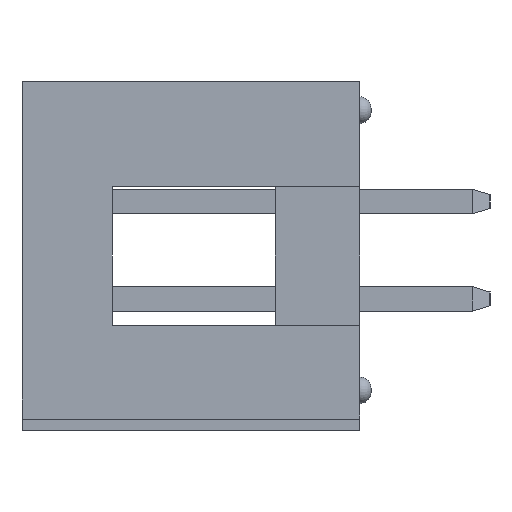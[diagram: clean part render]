
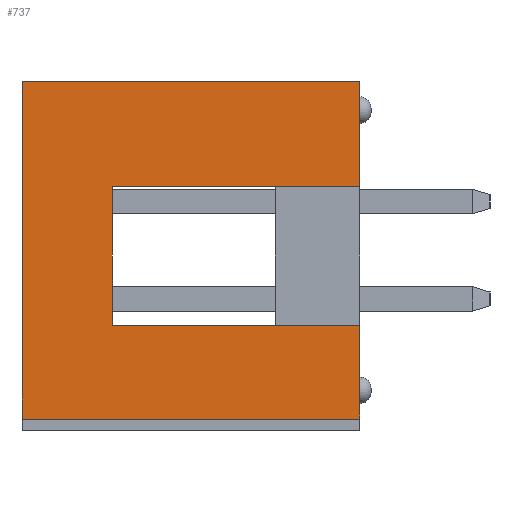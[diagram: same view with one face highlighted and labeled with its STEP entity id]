
A CAD part, left-side view. The second image highlights one B-rep face of the part: STEP entity #737.
In plain terms, the highlighted planar face has unit normal (-1, 0, 0).
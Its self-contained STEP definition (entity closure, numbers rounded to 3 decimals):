
#213 = LINE ( 'NONE', #5709, #8260 ) ;
#224 = DIRECTION ( 'NONE',  ( 0., 1., 0. ) ) ;
#534 = VECTOR ( 'NONE', #657, 1000. ) ;
#657 = DIRECTION ( 'NONE',  ( 0., -1., 0. ) ) ;
#737 = ADVANCED_FACE ( 'NONE', ( #12181 ), #920, .F. ) ;
#920 = PLANE ( 'NONE',  #7252 ) ;
#953 = CARTESIAN_POINT ( 'NONE',  ( -16.5, 0.3, -4.25 ) ) ;
#1198 = DIRECTION ( 'NONE',  ( 0., 0., -1. ) ) ;
#1355 = CARTESIAN_POINT ( 'NONE',  ( -16.5, 0.3, 1.8 ) ) ;
#1532 = ORIENTED_EDGE ( 'NONE', *, *, #5661, .F. ) ;
#1646 = ORIENTED_EDGE ( 'NONE', *, *, #11736, .F. ) ;
#1695 = EDGE_CURVE ( 'NONE', #10301, #4674, #5696, .T. ) ;
#2006 = DIRECTION ( 'NONE',  ( 0., -1., 0. ) ) ;
#2255 = EDGE_CURVE ( 'NONE', #11790, #6105, #4710, .T. ) ;
#2294 = VECTOR ( 'NONE', #4327, 1000. ) ;
#2858 = EDGE_CURVE ( 'NONE', #5252, #11790, #11436, .T. ) ;
#2887 = CARTESIAN_POINT ( 'NONE',  ( -16.5, 0.3, -4.25 ) ) ;
#3096 = EDGE_LOOP ( 'NONE', ( #9038, #9106, #9517, #8708, #1532, #10897, #9102, #1646 ) ) ;
#3257 = LINE ( 'NONE', #5939, #3725 ) ;
#3354 = LINE ( 'NONE', #11834, #534 ) ;
#3678 = DIRECTION ( 'NONE',  ( 1., 0., 0. ) ) ;
#3725 = VECTOR ( 'NONE', #1198, 1000. ) ;
#3764 = VERTEX_POINT ( 'NONE', #10929 ) ;
#4327 = DIRECTION ( 'NONE',  ( 0., 0., 1. ) ) ;
#4674 = VERTEX_POINT ( 'NONE', #5381 ) ;
#4710 = LINE ( 'NONE', #8502, #7866 ) ;
#4924 = VECTOR ( 'NONE', #7860, 1000. ) ;
#5106 = VECTOR ( 'NONE', #2006, 1000. ) ;
#5252 = VERTEX_POINT ( 'NONE', #8763 ) ;
#5381 = CARTESIAN_POINT ( 'NONE',  ( -16.5, 0.3, 4.55 ) ) ;
#5661 = EDGE_CURVE ( 'NONE', #5252, #3764, #213, .T. ) ;
#5696 = LINE ( 'NONE', #953, #2294 ) ;
#5709 = CARTESIAN_POINT ( 'NONE',  ( -16.5, 9.1, -4.25 ) ) ;
#5939 = CARTESIAN_POINT ( 'NONE',  ( -16.5, 6.75, 1.8 ) ) ;
#6058 = EDGE_CURVE ( 'NONE', #9273, #9756, #3257, .T. ) ;
#6105 = VERTEX_POINT ( 'NONE', #7191 ) ;
#6342 = DIRECTION ( 'NONE',  ( 0., 0., 1. ) ) ;
#6925 = VECTOR ( 'NONE', #224, 1000. ) ;
#7191 = CARTESIAN_POINT ( 'NONE',  ( -16.5, 0.3, -1.8 ) ) ;
#7252 = AXIS2_PLACEMENT_3D ( 'NONE', #9404, #3678, #7482 ) ;
#7482 = DIRECTION ( 'NONE',  ( 0., 0., -1. ) ) ;
#7717 = LINE ( 'NONE', #1355, #6925 ) ;
#7860 = DIRECTION ( 'NONE',  ( 0., -1., 0. ) ) ;
#7866 = VECTOR ( 'NONE', #6342, 1000. ) ;
#8133 = CARTESIAN_POINT ( 'NONE',  ( -16.5, 0.3, 1.8 ) ) ;
#8260 = VECTOR ( 'NONE', #8509, 1000. ) ;
#8502 = CARTESIAN_POINT ( 'NONE',  ( -16.5, 0.3, -4.25 ) ) ;
#8509 = DIRECTION ( 'NONE',  ( 0., 0., 1. ) ) ;
#8599 = CARTESIAN_POINT ( 'NONE',  ( -16.5, 52.353, -4.25 ) ) ;
#8708 = ORIENTED_EDGE ( 'NONE', *, *, #11095, .F. ) ;
#8763 = CARTESIAN_POINT ( 'NONE',  ( -16.5, 9.1, -4.25 ) ) ;
#9038 = ORIENTED_EDGE ( 'NONE', *, *, #6058, .F. ) ;
#9102 = ORIENTED_EDGE ( 'NONE', *, *, #2255, .T. ) ;
#9106 = ORIENTED_EDGE ( 'NONE', *, *, #12168, .F. ) ;
#9273 = VERTEX_POINT ( 'NONE', #11639 ) ;
#9404 = CARTESIAN_POINT ( 'NONE',  ( -16.5, 52.353, -4.25 ) ) ;
#9517 = ORIENTED_EDGE ( 'NONE', *, *, #1695, .T. ) ;
#9756 = VERTEX_POINT ( 'NONE', #10572 ) ;
#10301 = VERTEX_POINT ( 'NONE', #8133 ) ;
#10511 = CARTESIAN_POINT ( 'NONE',  ( -16.5, 6.75, -1.8 ) ) ;
#10566 = LINE ( 'NONE', #10511, #4924 ) ;
#10572 = CARTESIAN_POINT ( 'NONE',  ( -16.5, 6.75, -1.8 ) ) ;
#10897 = ORIENTED_EDGE ( 'NONE', *, *, #2858, .T. ) ;
#10929 = CARTESIAN_POINT ( 'NONE',  ( -16.5, 9.1, 4.55 ) ) ;
#11095 = EDGE_CURVE ( 'NONE', #3764, #4674, #3354, .T. ) ;
#11436 = LINE ( 'NONE', #8599, #5106 ) ;
#11639 = CARTESIAN_POINT ( 'NONE',  ( -16.5, 6.75, 1.8 ) ) ;
#11736 = EDGE_CURVE ( 'NONE', #9756, #6105, #10566, .T. ) ;
#11790 = VERTEX_POINT ( 'NONE', #2887 ) ;
#11834 = CARTESIAN_POINT ( 'NONE',  ( -16.5, 52.353, 4.55 ) ) ;
#12168 = EDGE_CURVE ( 'NONE', #10301, #9273, #7717, .T. ) ;
#12181 = FACE_OUTER_BOUND ( 'NONE', #3096, .T. ) ;
